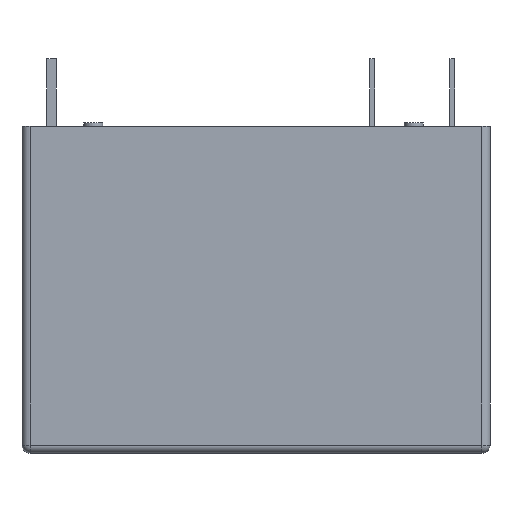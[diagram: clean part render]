
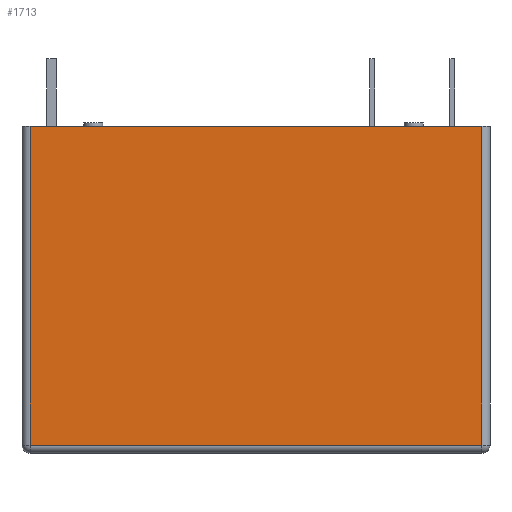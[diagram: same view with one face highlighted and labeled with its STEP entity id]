
A CAD part, front view. The second image highlights one B-rep face of the part: STEP entity #1713.
In plain terms, the highlighted planar face has unit normal (0, -1, 0).
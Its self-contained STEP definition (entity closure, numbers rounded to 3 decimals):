
#598=DIRECTION('',(1.,0.,0.));
#599=VECTOR('',#598,28.2);
#600=CARTESIAN_POINT('',(-14.1,-6.4,-19.9));
#601=LINE('',#600,#599);
#602=DIRECTION('',(0.,0.,-1.));
#603=VECTOR('',#602,19.9);
#604=CARTESIAN_POINT('',(-14.1,-6.4,0.));
#605=LINE('',#604,#603);
#606=DIRECTION('',(-1.,0.,0.));
#607=VECTOR('',#606,28.2);
#608=CARTESIAN_POINT('',(14.1,-6.4,0.));
#609=LINE('',#608,#607);
#610=DIRECTION('',(0.,0.,1.));
#611=VECTOR('',#610,19.9);
#612=CARTESIAN_POINT('',(14.1,-6.4,-19.9));
#613=LINE('',#612,#611);
#800=CARTESIAN_POINT('',(-14.1,-6.4,-19.9));
#801=CARTESIAN_POINT('',(14.1,-6.4,-19.9));
#802=VERTEX_POINT('',#800);
#803=VERTEX_POINT('',#801);
#804=CARTESIAN_POINT('',(14.1,-6.4,0.));
#806=VERTEX_POINT('',#804);
#833=CARTESIAN_POINT('',(-14.1,-6.4,0.));
#835=VERTEX_POINT('',#833);
#1702=CARTESIAN_POINT('',(0.,-6.4,0.));
#1703=DIRECTION('',(0.,-1.,0.));
#1704=DIRECTION('',(1.,0.,0.));
#1705=AXIS2_PLACEMENT_3D('',#1702,#1703,#1704);
#1706=PLANE('',#1705);
#1707=ORIENTED_EDGE('',*,*,#1668,.F.);
#1708=ORIENTED_EDGE('',*,*,#1694,.F.);
#1709=ORIENTED_EDGE('',*,*,#874,.F.);
#1710=ORIENTED_EDGE('',*,*,#1499,.F.);
#1711=EDGE_LOOP('',(#1707,#1708,#1709,#1710));
#1712=FACE_OUTER_BOUND('',#1711,.F.);
#1713=ADVANCED_FACE('',(#1712),#1706,.T.);
#874=EDGE_CURVE('',#806,#835,#609,.T.);
#1499=EDGE_CURVE('',#803,#806,#613,.T.);
#1668=EDGE_CURVE('',#802,#803,#601,.T.);
#1694=EDGE_CURVE('',#835,#802,#605,.T.);
